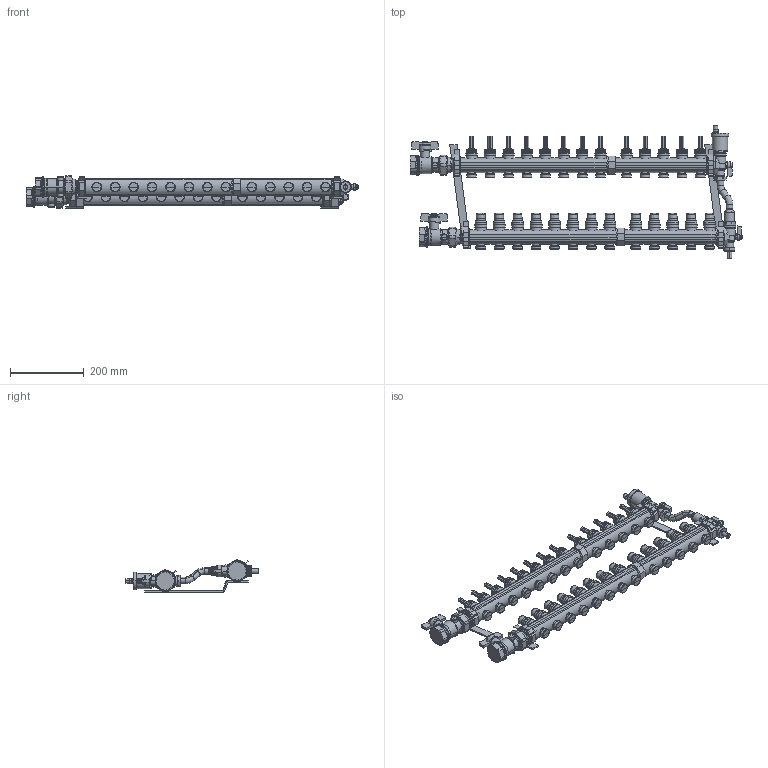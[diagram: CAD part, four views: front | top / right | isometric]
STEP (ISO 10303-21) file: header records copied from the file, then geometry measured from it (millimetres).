
FILE_DESCRIPTION(('CATIA V5 STEP Exchange'),'2;1');
FILE_NAME('STEP_6687O5S1_-_TST.stp','2019-09-16T11:51:27+00:00',('none'),('none'),'CATIA Version 5-6 Release 2016 SP4','CATIA V5 STEP AP203','none');
FILE_SCHEMA(('CONFIG_CONTROL_DESIGN'));
Products named in the file (1): 6687O5S1 - TST
Bounding box: 900.47 x 362.4 x 87.03 mm (x, y, z)
Volume: 3704439 mm3; surface area: 496007.8 mm2
Topology: 1 solids, 3 shells, 2507 faces, 8114 edges, 5697 vertices
Faces by surface type: cylinder 1306, plane 736, cone 284, torus 155, bspline 26
Entity records: 102712 total; most frequent: CARTESIAN_POINT 37381, ORIENTED_EDGE 16206, DIRECTION 9821, EDGE_CURVE 8103, VERTEX_POINT 5697, AXIS2_PLACEMENT_3D 4434, B_SPLINE_CURVE_WITH_KNOTS 3126, VECTOR 2927
